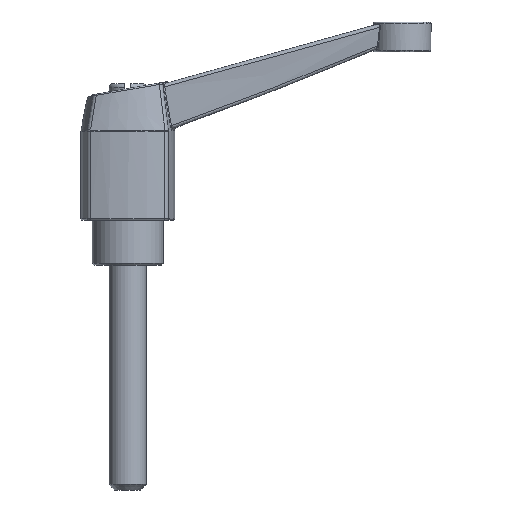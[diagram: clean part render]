
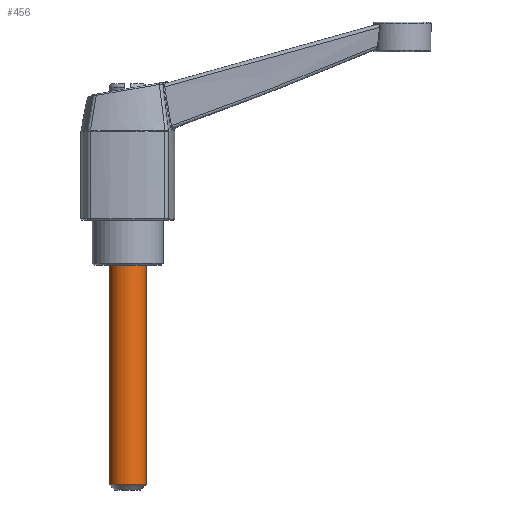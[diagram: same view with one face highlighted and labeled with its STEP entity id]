
A CAD part, front view. The second image highlights one B-rep face of the part: STEP entity #456.
In plain terms, the highlighted cylindrical face has radius 5 mm (diameter 10 mm), a full revolution.
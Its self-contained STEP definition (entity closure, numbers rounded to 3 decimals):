
#456 = ADVANCED_FACE( '', ( #922, #923 ), #924, .T. );
#922 = FACE_OUTER_BOUND( '', #8674, .T. );
#923 = FACE_OUTER_BOUND( '', #8675, .T. );
#924 = CYLINDRICAL_SURFACE( '', #8676, 5. );
#8674 = EDGE_LOOP( '', ( #10032 ) );
#8675 = EDGE_LOOP( '', ( #10033 ) );
#8676 = AXIS2_PLACEMENT_3D( '', #10034, #10035, #10036 );
#10032 = ORIENTED_EDGE( '', *, *, #10504, .T. );
#10033 = ORIENTED_EDGE( '', *, *, #10311, .T. );
#10034 = CARTESIAN_POINT( '', ( 0., 0., -72. ) );
#10035 = DIRECTION( '', ( 0., 0., -1. ) );
#10036 = DIRECTION( '', ( 1., 0., 0. ) );
#10311 = EDGE_CURVE( '', #10959, #10959, #10960, .T. );
#10504 = EDGE_CURVE( '', #11196, #11196, #11197, .F. );
#10959 = VERTEX_POINT( '', #13715 );
#10960 = CIRCLE( '', #13716, 5. );
#11196 = VERTEX_POINT( '', #15439 );
#11197 = CIRCLE( '', #15440, 5. );
#13715 = CARTESIAN_POINT( '', ( 0., 5., -12. ) );
#13716 = AXIS2_PLACEMENT_3D( '', #15951, #15952, #15953 );
#15439 = CARTESIAN_POINT( '', ( -5., 0., -70.5 ) );
#15440 = AXIS2_PLACEMENT_3D( '', #16072, #16073, #16074 );
#15951 = CARTESIAN_POINT( '', ( 0., 0., -12. ) );
#15952 = DIRECTION( '', ( 0., 0., -1. ) );
#15953 = DIRECTION( '', ( 0., 1., 0. ) );
#16072 = CARTESIAN_POINT( '', ( 0., 0., -70.5 ) );
#16073 = DIRECTION( '', ( 0., 0., -1. ) );
#16074 = DIRECTION( '', ( -1., 0., 0. ) );
